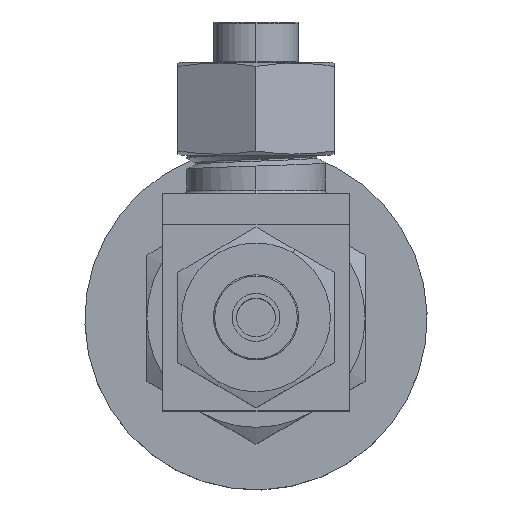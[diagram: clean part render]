
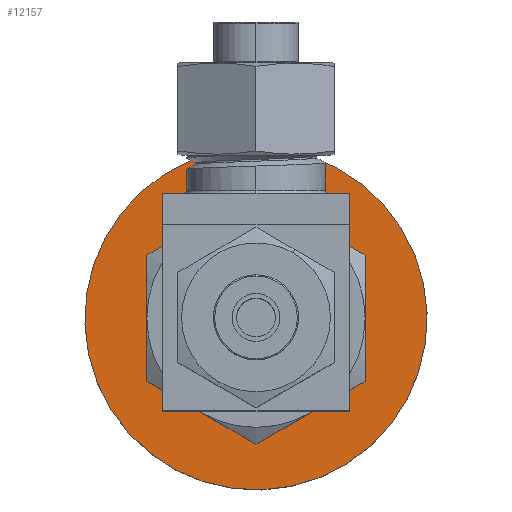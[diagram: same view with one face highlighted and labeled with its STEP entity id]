
A CAD part, top view. The second image highlights one B-rep face of the part: STEP entity #12157.
In plain terms, the highlighted planar face has unit normal (0, 0, 1).
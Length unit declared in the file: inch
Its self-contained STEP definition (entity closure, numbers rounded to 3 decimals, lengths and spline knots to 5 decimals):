
#1285 = VERTEX_POINT ( 'NONE', #19034 ) ;
#1475 = CARTESIAN_POINT ( 'NONE',  ( 0.60653, 1.07749, 0.37819 ) ) ;
#1753 = DIRECTION ( 'NONE',  ( 0., 0., 1. ) ) ;
#2136 = ORIENTED_EDGE ( 'NONE', *, *, #15540, .T. ) ;
#2483 = CARTESIAN_POINT ( 'NONE',  ( 0.59363, 1.45227, 0.37819 ) ) ;
#2701 = AXIS2_PLACEMENT_3D ( 'NONE', #10827, #1753, #12330 ) ;
#2982 = DIRECTION ( 'NONE',  ( 0.034, -0.999, 0. ) ) ;
#3329 = CARTESIAN_POINT ( 'NONE',  ( 0.60653, 1.07749, 0.37819 ) ) ;
#3672 = EDGE_LOOP ( 'NONE', ( #5065, #12892 ) ) ;
#4856 = DIRECTION ( 'NONE',  ( 0.034, -0.999, 0. ) ) ;
#5065 = ORIENTED_EDGE ( 'NONE', *, *, #5540, .F. ) ;
#5540 = EDGE_CURVE ( 'Defeatured_1_1+Defeatured_1_6+Defeatured_1_6+Defeatured_1_6', #15472, #14286, #12752, .T. ) ;
#6732 = FACE_OUTER_BOUND ( 'NONE', #12005, .T. ) ;
#7010 = DIRECTION ( 'NONE',  ( 0., 0., 1. ) ) ;
#7176 = ORIENTED_EDGE ( 'NONE', *, *, #15353, .T. ) ;
#7368 = PLANE ( 'NONE',  #17935 ) ;
#7839 = CARTESIAN_POINT ( 'NONE',  ( 0.60653, 1.07749, 0.37819 ) ) ;
#7904 = CARTESIAN_POINT ( 'NONE',  ( 0.61944, 0.70271, 0.37819 ) ) ;
#8364 = CIRCLE ( 'NONE', #17775, 0.375 ) ;
#9369 = DIRECTION ( 'NONE',  ( 0.034, -0.999, 0. ) ) ;
#10827 = CARTESIAN_POINT ( 'NONE',  ( 0.60653, 1.07749, 0.37819 ) ) ;
#11245 = FACE_BOUND ( 'NONE', #3672, .T. ) ;
#11856 = CIRCLE ( 'NONE', #15889, 0.69 ) ;
#12005 = EDGE_LOOP ( 'NONE', ( #7176, #2136 ) ) ;
#12056 = DIRECTION ( 'NONE',  ( 0., 0., 1. ) ) ;
#12157 = ADVANCED_FACE ( 'Defeatured_1_6', ( #11245, #6732 ), #7368, .T. ) ;
#12330 = DIRECTION ( 'NONE',  ( 0.034, -0.999, 0. ) ) ;
#12752 = CIRCLE ( 'NONE', #19391, 0.375 ) ;
#12892 = ORIENTED_EDGE ( 'NONE', *, *, #13878, .F. ) ;
#13878 = EDGE_CURVE ( 'Defeatured_1_1+Defeatured_1_6+Defeatured_1_6+Defeatured_1_6', #14286, #15472, #8364, .T. ) ;
#13902 = DIRECTION ( 'NONE',  ( 0., 0., 1. ) ) ;
#14286 = VERTEX_POINT ( 'NONE', #2483 ) ;
#15353 = EDGE_CURVE ( 'Defeatured_1_6+Defeatured_1_4+Defeatured_1_4+Defeatured_1_4', #1285, #18651, #18252, .T. ) ;
#15472 = VERTEX_POINT ( 'NONE', #7904 ) ;
#15540 = EDGE_CURVE ( 'Defeatured_1_6+Defeatured_1_4+Defeatured_1_4+Defeatured_1_4', #18651, #1285, #11856, .T. ) ;
#15889 = AXIS2_PLACEMENT_3D ( 'NONE', #7839, #18444, #9369 ) ;
#15944 = CARTESIAN_POINT ( 'NONE',  ( 0.63028, 0.3879, 0.37819 ) ) ;
#16086 = CARTESIAN_POINT ( 'NONE',  ( 0.60653, 1.07749, 0.37819 ) ) ;
#17609 = DIRECTION ( 'NONE',  ( 0.034, -0.999, 0. ) ) ;
#17775 = AXIS2_PLACEMENT_3D ( 'NONE', #3329, #13902, #4856 ) ;
#17935 = AXIS2_PLACEMENT_3D ( 'NONE', #1475, #12056, #2982 ) ;
#18252 = CIRCLE ( 'NONE', #2701, 0.69 ) ;
#18444 = DIRECTION ( 'NONE',  ( 0., 0., 1. ) ) ;
#18651 = VERTEX_POINT ( 'NONE', #15944 ) ;
#19034 = CARTESIAN_POINT ( 'NONE',  ( 0.58279, 1.76708, 0.37819 ) ) ;
#19391 = AXIS2_PLACEMENT_3D ( 'NONE', #16086, #7010, #17609 ) ;
